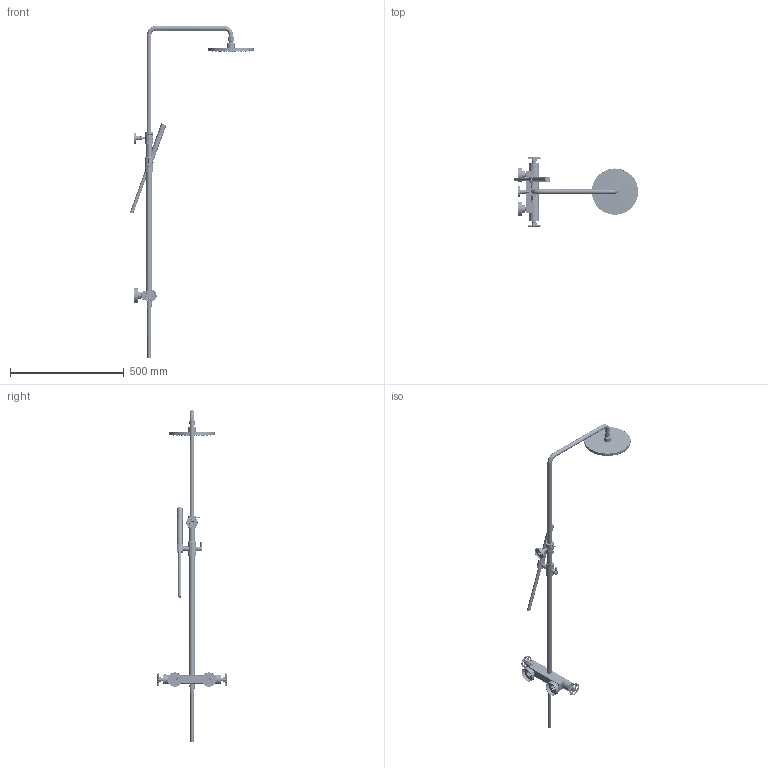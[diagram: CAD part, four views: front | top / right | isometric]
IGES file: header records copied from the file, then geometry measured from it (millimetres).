
Start section: C
Global section: file name: SDSW9-00 rel1.igs; native system: By Siemens PLM Incorporated; preprocessor: XPlus GENERIC/IGES 24.1.129; author: Author; organization: Title; date: 20240205.150241; units: millimetre
Bounding box: 546.25 x 303.9 x 1461.19 mm (x, y, z)
Surface area: 781287.8 mm2 (no closed solid volume)
Topology: 0 solids, 0 shells, 6344 faces, 33485 edges, 33396 vertices
Faces by surface type: bspline 6344
